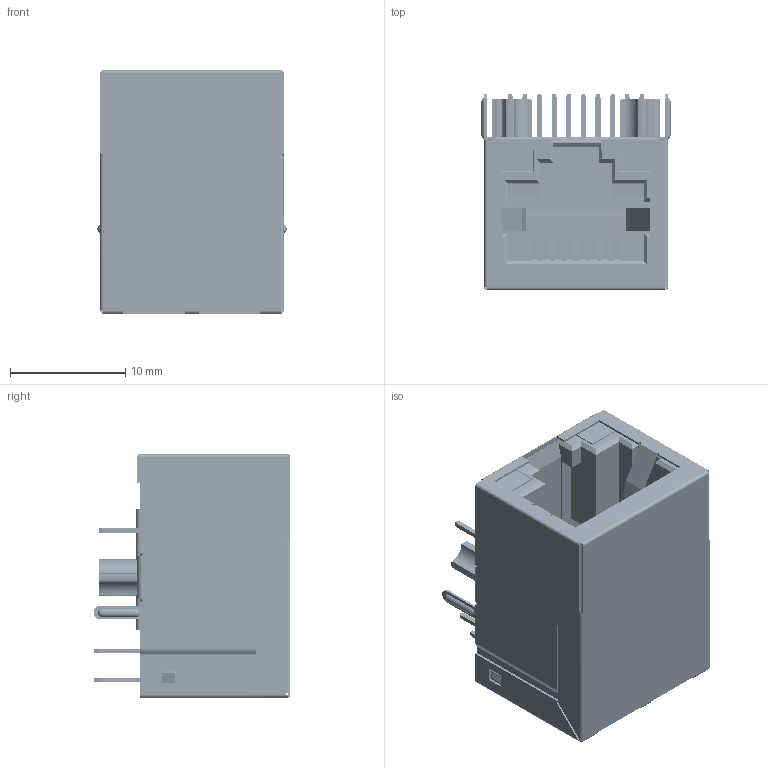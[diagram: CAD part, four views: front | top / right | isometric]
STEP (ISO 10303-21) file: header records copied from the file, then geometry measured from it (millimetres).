
FILE_DESCRIPTION((''),'2;1');
FILE_NAME('DGKYD111Q106AB2A1D_ASM','2019-12-13T16:02:21',('Administrator'),(''),'CREO PARAMETRIC BY PTC INC, 2018400','CREO PARAMETRIC BY PTC INC, 2018400','');
FILE_SCHEMA(('CONFIG_CONTROL_DESIGN'));
Products named in the file (37): JIAZI_04_1_1_1; JIAZI_04_2_1_1; JIAZI_04_3_1_1; JIAZI_04_4_1_1; JIAZI_04_5_1_1; JIAZI_04_6_1_1; JIAZI_04_7_1_1; JIAZI_04_8_1_1; JIAZI_04_9_1_1; JIAZI_04_10_1_1; JIAZI_04_11_1_1; JIAZI_04_12_1_1; JIAZI_04_13_1_1; JIAZI_04_14_1_1; JIAZI_04_15_1_1; JIAZI_04_16_1_1; JIAZI_04_17_1_1; JIAZI_04_18_1_1; JIAZI_04_19_1_1; JIAZI_04_ASM_1_ASM_1_ASM; CIZHU_1_1_1; CIZHU_2_1_1; CIZHU_3_1_1; CIZHU_4_1_1; CIZHU_ASM_1_ASM_1_ASM; DIANLUBAN_04_BODY_1_1_1; DIANLUBAN_04_BODY_ASM_1_ASM_1_ASM; WAIKE_04_03_1_1; TONGKE_04_BODY_ASM_1_ASM_1_ASM; LED_04_01_1_1; LED_04_PART_ASM_1_ASM_1_ASM; NEIKE_04__06_1_1; SULIAOKE_04_BODY_ASM_1_ASM_1_ASM; ASSEMBLY_04_ASM_1_ASM_1_ASM; 21_30ASSEMBLY_3D00_ASM_1_ASM_1_ASM; 21_30ASSEMBLY_3D00_ASM_1_ASM; DGKYD111Q106AB2A1D_ASM
Assembly tree (40 placements, depth 7):
  DGKYD111Q106AB2A1D_ASM
    21_30ASSEMBLY_3D00_ASM_1_ASM
      21_30ASSEMBLY_3D00_ASM_1_ASM_1_ASM
        ASSEMBLY_04_ASM_1_ASM_1_ASM
          JIAZI_04_ASM_1_ASM_1_ASM
            JIAZI_04_1_1_1
            JIAZI_04_2_1_1
            JIAZI_04_3_1_1
            JIAZI_04_4_1_1
            JIAZI_04_5_1_1
            JIAZI_04_6_1_1
            JIAZI_04_7_1_1
            JIAZI_04_8_1_1
            JIAZI_04_9_1_1
            JIAZI_04_10_1_1
            JIAZI_04_11_1_1
            JIAZI_04_12_1_1
            JIAZI_04_13_1_1
            JIAZI_04_14_1_1
            JIAZI_04_15_1_1
            JIAZI_04_16_1_1
            JIAZI_04_17_1_1
            JIAZI_04_18_1_1
            JIAZI_04_19_1_1
          DIANLUBAN_04_BODY_ASM_1_ASM_1_ASM
            CIZHU_ASM_1_ASM_1_ASM  x4
              CIZHU_1_1_1
              CIZHU_2_1_1
              CIZHU_3_1_1
              CIZHU_4_1_1
            DIANLUBAN_04_BODY_1_1_1
          TONGKE_04_BODY_ASM_1_ASM_1_ASM
            WAIKE_04_03_1_1
          LED_04_PART_ASM_1_ASM_1_ASM
            LED_04_01_1_1  x2
          SULIAOKE_04_BODY_ASM_1_ASM_1_ASM
            NEIKE_04__06_1_1
Bounding box: 16.44 x 17.1 x 21.15 mm (x, y, z)
Volume: 2192.2 mm3; surface area: 8179 mm2
Topology: 40 solids, 40 shells, 6410 faces, 16513 edges, 10152 vertices
Faces by surface type: torus 4352, plane 1008, cylinder 998, extrusion 48, sphere 4
Entity records: 83700 total; most frequent: CARTESIAN_POINT 17166, DIRECTION 15256, ORIENTED_EDGE 13478, EDGE_CURVE 6739, AXIS2_PLACEMENT_3D 6061, VERTEX_POINT 4262, CIRCLE 3483, VECTOR 3134
